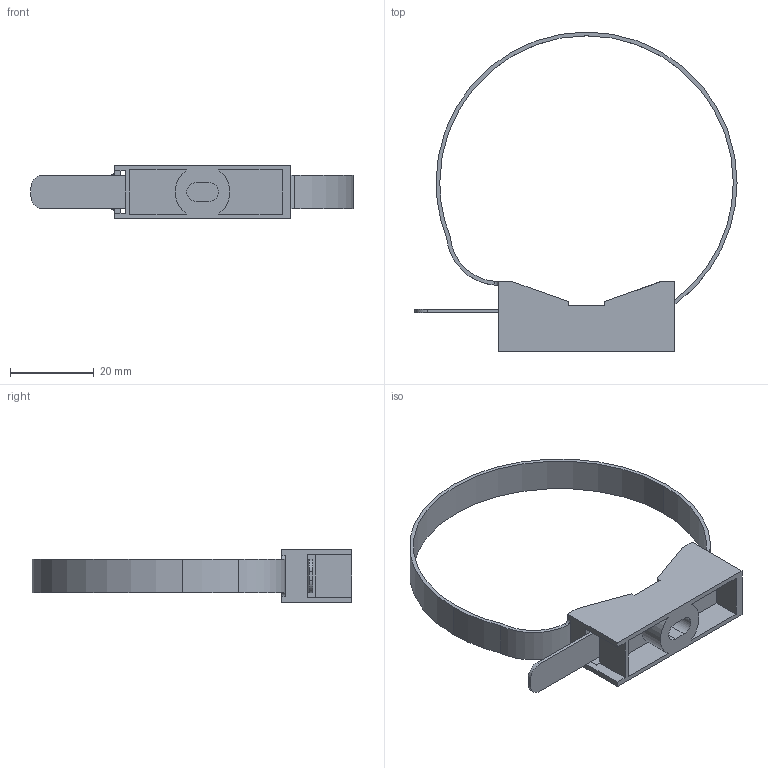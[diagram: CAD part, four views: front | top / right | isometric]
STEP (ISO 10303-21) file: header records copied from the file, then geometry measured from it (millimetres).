
FILE_DESCRIPTION (( 'STEP AP214' ), '1' );
FILE_NAME ('CTA10D-CFF263-K41 - Õîìóòíûé äåðæàòåëü ñî ñòÿæêîé CFF2 32-63 ìì IEK.STEP', '2016-05-13T13:07:01', ( '' ), ( '' ), 'SwSTEP 2.0', 'SolidWorks 2014', '' );
FILE_SCHEMA (( 'AUTOMOTIVE_DESIGN' ));
Length unit declared in the file: millimetre
Products named in the file (1): CTA10D-CFF263-K41 - Õîìóòíûé äåðæàòåëü ñî ñòÿæêîé CFF2 32-63 ìì IEK
Bounding box: 76.83 x 76.29 x 12.8 mm (x, y, z)
Volume: 4710 mm3; surface area: 8276 mm2
Topology: 1 solids, 1 shells, 69 faces, 196 edges, 130 vertices
Faces by surface type: plane 47, cylinder 22
Entity records: 2302 total; most frequent: CARTESIAN_POINT 426, ORIENTED_EDGE 392, DIRECTION 372, EDGE_CURVE 196, LINE 152, VECTOR 152, VERTEX_POINT 130, AXIS2_PLACEMENT_3D 110
